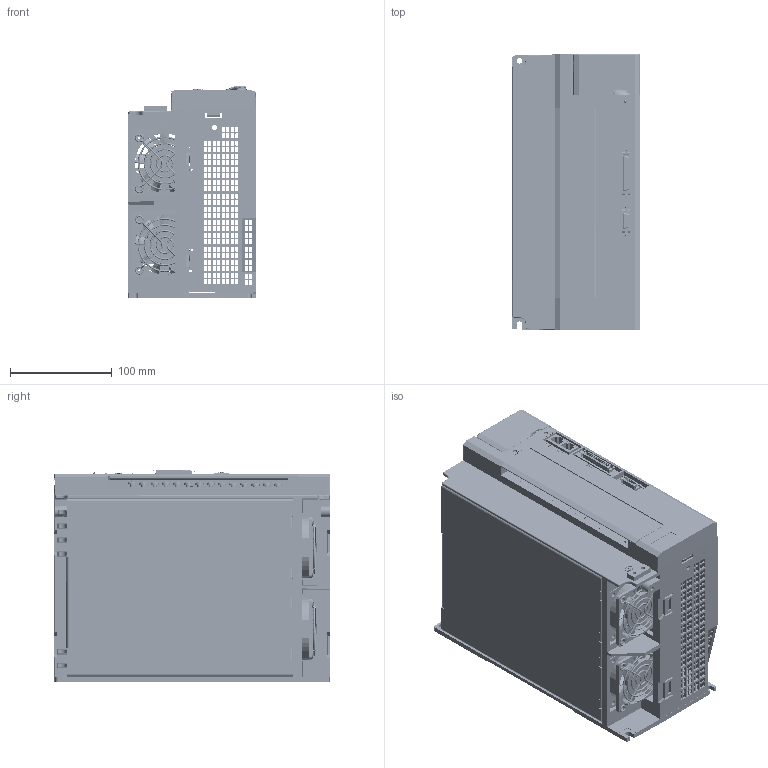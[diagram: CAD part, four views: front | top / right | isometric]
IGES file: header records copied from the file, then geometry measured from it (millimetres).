
Start section: Elysium IGES Interface
Global section: file name: 77HBCSD-30AMG.igs; native system: Creo Elements/Direct Modeling 19.0G  27-Nov-2017; preprocessor: Creo Element/Direct IGES_3D V2.2; author: Unknown; organization: Unknown; date: 20210921.111521; units: millimetre
Bounding box: 125 x 271 x 208.36 mm (x, y, z)
Volume: 910890 mm3; surface area: 809230.4 mm2
Topology: 60 solids, 61 shells, 7936 faces, 23723 edges, 15720 vertices
Faces by surface type: bspline 7936
